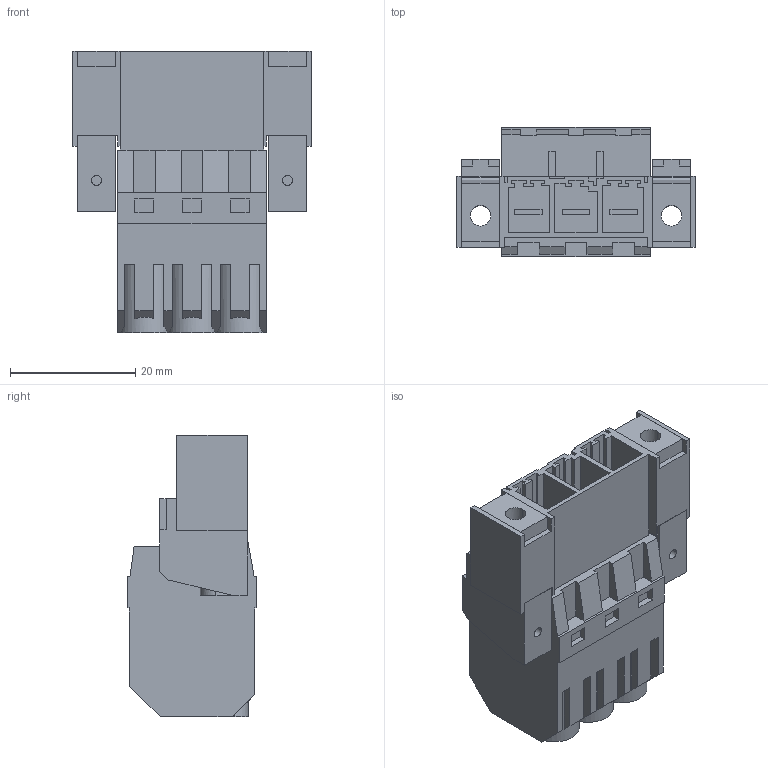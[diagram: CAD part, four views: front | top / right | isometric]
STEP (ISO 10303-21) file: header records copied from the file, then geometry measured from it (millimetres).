
FILE_DESCRIPTION(('CATIA V5 STEP Exchange','CAx-IF Rec.Pracs.--- Model Styling and Organization---1.4--- 2014-01-23'),'2;1');
FILE_NAME ('D1447968_1_1060970000_1060970000.stp','2022-08-08T13:57:52+00:00',('none'),('Weidmueller'),'CATIA Version 5-6 Release 2016 SP3 HF44','CATIA V5 STEP AP214','none');
FILE_SCHEMA(('AUTOMOTIVE_DESIGN { 1 0 10303 214 1 1 1 1 }'));
Length unit declared in the file: millimetre
Products named in the file (1): 1060970000
Bounding box: 38.1 x 20.6 x 45 mm (x, y, z)
Volume: 15466.8 mm3; surface area: 12801.9 mm2
Topology: 8 solids, 8 shells, 402 faces, 1131 edges, 758 vertices
Faces by surface type: plane 363, cylinder 39
Entity records: 13000 total; most frequent: CARTESIAN_POINT 2519, ORIENTED_EDGE 2262, DIRECTION 1751, EDGE_CURVE 1131, VECTOR 1039, LINE 1039, VERTEX_POINT 758, EDGE_LOOP 435
